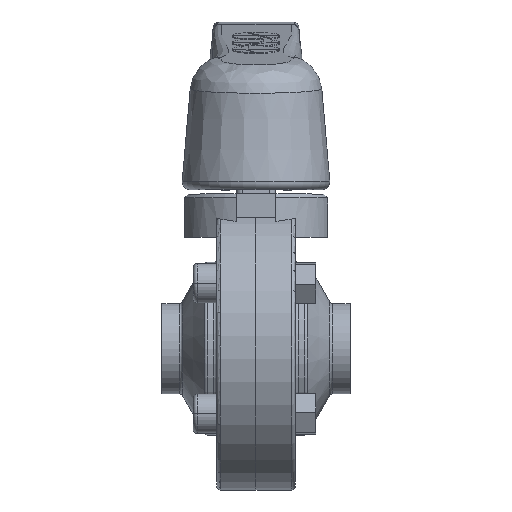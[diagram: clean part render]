
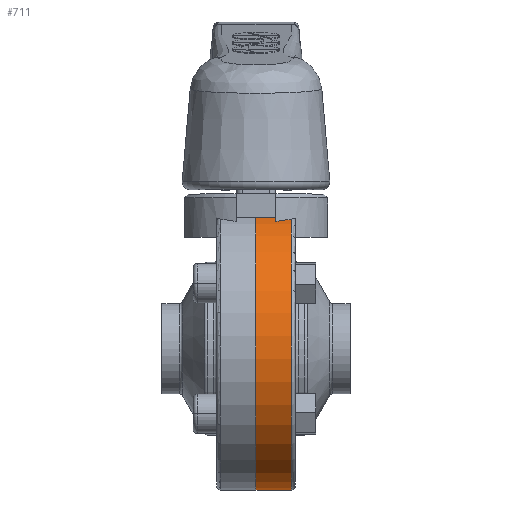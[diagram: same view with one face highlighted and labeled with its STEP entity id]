
A CAD part, top view. The second image highlights one B-rep face of the part: STEP entity #711.
In plain terms, the highlighted cylindrical face has radius 36 mm (diameter 72 mm), a partial arc.
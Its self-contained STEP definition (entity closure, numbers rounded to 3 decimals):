
#710 = CARTESIAN_POINT ( 'NONE',  ( 9., 0., 0. ) ) ;
#711 = ADVANCED_FACE ( 'NONE', ( #44673 ), #1492, .T. ) ;
#1492 = CYLINDRICAL_SURFACE ( 'NONE', #9347, 36. ) ;
#1634 = CARTESIAN_POINT ( 'NONE',  ( 0., 0., 0. ) ) ;
#4190 = EDGE_CURVE ( 'NONE', #42442, #30882, #52703, .T. ) ;
#4275 = EDGE_LOOP ( 'NONE', ( #14708, #30346, #19423, #9803 ) ) ;
#4666 = EDGE_CURVE ( 'NONE', #18325, #30882, #37372, .T. ) ;
#4799 = DIRECTION ( 'NONE',  ( 0., 1., 0. ) ) ;
#5735 = DIRECTION ( 'NONE',  ( 0., -1., 0. ) ) ;
#6392 = DIRECTION ( 'NONE',  ( -1., 0., 0. ) ) ;
#7182 = DIRECTION ( 'NONE',  ( 1., 0., 0. ) ) ;
#9347 = AXIS2_PLACEMENT_3D ( 'NONE', #24651, #7182, #35190 ) ;
#9803 = ORIENTED_EDGE ( 'NONE', *, *, #4190, .T. ) ;
#14708 = ORIENTED_EDGE ( 'NONE', *, *, #4666, .F. ) ;
#16115 = CIRCLE ( 'NONE', #40787, 36. ) ;
#16190 = CARTESIAN_POINT ( 'NONE',  ( 0., -36., 0. ) ) ;
#17281 = LINE ( 'NONE', #37809, #49715 ) ;
#17594 = DIRECTION ( 'NONE',  ( 1., 0., 0. ) ) ;
#18325 = VERTEX_POINT ( 'NONE', #16190 ) ;
#19423 = ORIENTED_EDGE ( 'NONE', *, *, #42208, .T. ) ;
#23597 = CARTESIAN_POINT ( 'NONE',  ( 9., 35.579, 5.488 ) ) ;
#24651 = CARTESIAN_POINT ( 'NONE',  ( 52.6, 0., 0. ) ) ;
#24803 = EDGE_CURVE ( 'NONE', #18325, #46688, #17281, .T. ) ;
#29114 = DIRECTION ( 'NONE',  ( -1., 0., 0. ) ) ;
#30011 = DIRECTION ( 'NONE',  ( -1., 0., 0. ) ) ;
#30346 = ORIENTED_EDGE ( 'NONE', *, *, #24803, .T. ) ;
#30667 = CARTESIAN_POINT ( 'NONE',  ( 4.5, 35.579, 5.488 ) ) ;
#30882 = VERTEX_POINT ( 'NONE', #47552 ) ;
#35190 = DIRECTION ( 'NONE',  ( 0., -1., 0. ) ) ;
#37372 = CIRCLE ( 'NONE', #41772, 36. ) ;
#37809 = CARTESIAN_POINT ( 'NONE',  ( 52.6, -36., 0. ) ) ;
#40787 = AXIS2_PLACEMENT_3D ( 'NONE', #710, #29114, #4799 ) ;
#41772 = AXIS2_PLACEMENT_3D ( 'NONE', #1634, #30011, #5735 ) ;
#42103 = CARTESIAN_POINT ( 'NONE',  ( 9., -36., 0. ) ) ;
#42208 = EDGE_CURVE ( 'NONE', #46688, #42442, #16115, .T. ) ;
#42442 = VERTEX_POINT ( 'NONE', #23597 ) ;
#43165 = VECTOR ( 'NONE', #6392, 1000. ) ;
#44673 = FACE_OUTER_BOUND ( 'NONE', #4275, .T. ) ;
#46688 = VERTEX_POINT ( 'NONE', #42103 ) ;
#47552 = CARTESIAN_POINT ( 'NONE',  ( 0., 35.579, 5.488 ) ) ;
#49715 = VECTOR ( 'NONE', #17594, 1000. ) ;
#52703 = LINE ( 'NONE', #30667, #43165 ) ;
